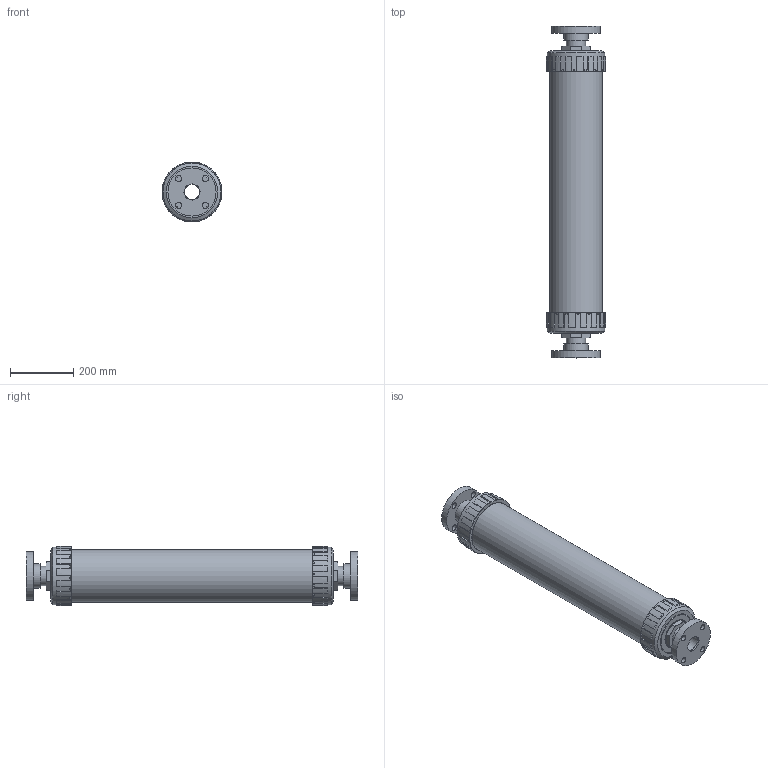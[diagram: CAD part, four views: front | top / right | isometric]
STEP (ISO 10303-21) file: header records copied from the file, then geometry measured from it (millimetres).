
FILE_DESCRIPTION((''),'2;1');
FILE_NAME('CVG-10000-PV-20F_R0.stp','2021-11-26T14:23:54',('Engineering'),(''),'Autodesk Inventor 2009','Autodesk Inventor 2009','');
FILE_SCHEMA(('AUTOMOTIVE_DESIGN { 1 0 10303 214 1 1 1 1 }'));
Length unit declared in the file: inch
Products named in the file (1): Part1
Bounding box: 189.04 x 1050.59 x 189.04 mm (x, y, z)
Volume: 1420860.1 mm3; surface area: 2089207 mm2
Topology: 1 solids, 2 shells, 379 faces, 963 edges, 616 vertices
Faces by surface type: plane 142, cylinder 97, cone 92, bspline 30, torus 18
Full cylindrical faces by diameter (mm): 18.923 x8, 48.26 x2, 49.251 x2, 50.8 x2, 56.356 x2, 60.325 x2, 76.2 x2, 132.994 x2, 134.62 x2, 135 x1, 136.8 x2, 145 x1, 146.304 x4, 151.638 x4, 152.4 x5, 158.75 x2, 165 x19, 165.1 x1, 166 x22, 182.9 x2, 189.1 x2
Entity records: 22308 total; most frequent: CARTESIAN_POINT 14743, ORIENTED_EDGE 1440, DIRECTION 1420, EDGE_CURVE 720, AXIS2_PLACEMENT_3D 595, VERTEX_POINT 516, EDGE_LOOP 494, FACE_OUTER_BOUND 338
